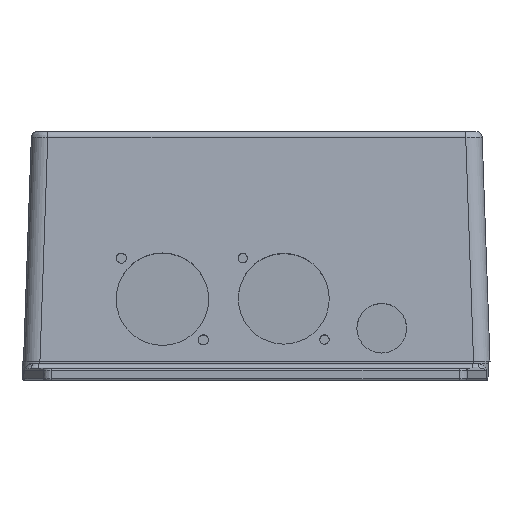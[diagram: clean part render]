
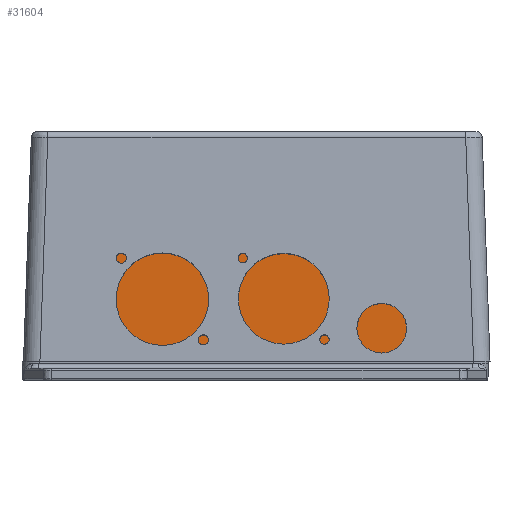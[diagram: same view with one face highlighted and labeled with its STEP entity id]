
A CAD part, left-side view. The second image highlights one B-rep face of the part: STEP entity #31604.
In plain terms, the highlighted face is planar.
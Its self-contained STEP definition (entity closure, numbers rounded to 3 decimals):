
#24451 = CYLINDRICAL_SURFACE('',#24452,2.);
#24452 = AXIS2_PLACEMENT_3D('',#24453,#24454,#24455);
#24453 = CARTESIAN_POINT('',(90.666,50.666,
    -2.325));
#24454 = DIRECTION('',(0.035,0.035,
    0.999));
#24455 = DIRECTION('',(0.706,0.706,-0.049
    ));
#25360 = CYLINDRICAL_SURFACE('',#25361,0.25);
#25361 = AXIS2_PLACEMENT_3D('',#25362,#25363,#25364);
#25362 = CARTESIAN_POINT('',(92.577,0.,2.25));
#25363 = DIRECTION('',(0.,-1.,0.));
#25364 = DIRECTION('',(0.695,0.,-0.719
    ));
#26647 = VERTEX_POINT('',#26648);
#26648 = CARTESIAN_POINT('',(94.722,52.723,56.5));
#26713 = EDGE_CURVE('',#26647,#26714,#26716,.T.);
#26714 = VERTEX_POINT('',#26715);
#26715 = CARTESIAN_POINT('',(92.827,50.828,
    2.241));
#26716 = SURFACE_CURVE('',#26717,(#26721,#26728),.PCURVE_S1.);
#26717 = LINE('',#26718,#26719);
#26718 = CARTESIAN_POINT('',(92.665,50.666,
    -2.395));
#26719 = VECTOR('',#26720,1.);
#26720 = DIRECTION('',(-0.035,-0.035,
    -0.999));
#26721 = PCURVE('',#24451,#26722);
#26722 = DEFINITIONAL_REPRESENTATION('',(#26723),#26727);
#26723 = LINE('',#26724,#26725);
#26724 = CARTESIAN_POINT('',(5.498,0.));
#26725 = VECTOR('',#26726,1.);
#26726 = DIRECTION('',(0.,-1.));
#26727 = ( GEOMETRIC_REPRESENTATION_CONTEXT(2) 
PARAMETRIC_REPRESENTATION_CONTEXT() REPRESENTATION_CONTEXT('2D SPACE',''
  ) );
#26728 = PCURVE('',#26729,#26734);
#26729 = PLANE('',#26730);
#26730 = AXIS2_PLACEMENT_3D('',#26731,#26732,#26733);
#26731 = CARTESIAN_POINT('',(92.751,0.,
    0.07));
#26732 = DIRECTION('',(0.999,0.,
    -0.035));
#26733 = DIRECTION('',(0.,1.,0.));
#26734 = DEFINITIONAL_REPRESENTATION('',(#26735),#26739);
#26735 = LINE('',#26736,#26737);
#26736 = CARTESIAN_POINT('',(50.666,-2.466));
#26737 = VECTOR('',#26738,1.);
#26738 = DIRECTION('',(-0.035,-0.999));
#26739 = ( GEOMETRIC_REPRESENTATION_CONTEXT(2) 
PARAMETRIC_REPRESENTATION_CONTEXT() REPRESENTATION_CONTEXT('2D SPACE',''
  ) );
#28562 = CYLINDRICAL_SURFACE('',#28563,2.);
#28563 = AXIS2_PLACEMENT_3D('',#28564,#28565,#28566);
#28564 = CARTESIAN_POINT('',(90.666,-50.666,
    -2.325));
#28565 = DIRECTION('',(0.035,-0.035,
    0.999));
#28566 = DIRECTION('',(0.706,-0.706,
    -0.049));
#29151 = VERTEX_POINT('',#29152);
#29152 = CARTESIAN_POINT('',(92.827,-50.828,
    2.241));
#29220 = EDGE_CURVE('',#29151,#26714,#29221,.T.);
#29221 = SURFACE_CURVE('',#29222,(#29226,#29233),.PCURVE_S1.);
#29222 = LINE('',#29223,#29224);
#29223 = CARTESIAN_POINT('',(92.827,0.,
    2.241));
#29224 = VECTOR('',#29225,1.);
#29225 = DIRECTION('',(0.,1.,0.));
#29226 = PCURVE('',#25360,#29227);
#29227 = DEFINITIONAL_REPRESENTATION('',(#29228),#29232);
#29228 = LINE('',#29229,#29230);
#29229 = CARTESIAN_POINT('',(0.768,0.));
#29230 = VECTOR('',#29231,1.);
#29231 = DIRECTION('',(0.,-1.));
#29232 = ( GEOMETRIC_REPRESENTATION_CONTEXT(2) 
PARAMETRIC_REPRESENTATION_CONTEXT() REPRESENTATION_CONTEXT('2D SPACE',''
  ) );
#29233 = PCURVE('',#26729,#29234);
#29234 = DEFINITIONAL_REPRESENTATION('',(#29235),#29239);
#29235 = LINE('',#29236,#29237);
#29236 = CARTESIAN_POINT('',(0.,2.173));
#29237 = VECTOR('',#29238,1.);
#29238 = DIRECTION('',(1.,0.));
#29239 = ( GEOMETRIC_REPRESENTATION_CONTEXT(2) 
PARAMETRIC_REPRESENTATION_CONTEXT() REPRESENTATION_CONTEXT('2D SPACE',''
  ) );
#31593 = PLANE('',#31594);
#31594 = AXIS2_PLACEMENT_3D('',#31595,#31596,#31597);
#31595 = CARTESIAN_POINT('',(94.875,-52.723,58.25));
#31596 = DIRECTION('',(-0.996,0.,
    0.087));
#31597 = DIRECTION('',(0.087,0.,
    0.996));
#31604 = ADVANCED_FACE('',(#31605),#26729,.F.);
#31605 = FACE_BOUND('',#31606,.T.);
#31606 = EDGE_LOOP('',(#31607,#31608,#31631,#31652));
#31607 = ORIENTED_EDGE('',*,*,#29220,.F.);
#31608 = ORIENTED_EDGE('',*,*,#31609,.T.);
#31609 = EDGE_CURVE('',#29151,#31610,#31612,.T.);
#31610 = VERTEX_POINT('',#31611);
#31611 = CARTESIAN_POINT('',(94.722,-52.723,56.5));
#31612 = SURFACE_CURVE('',#31613,(#31617,#31624),.PCURVE_S1.);
#31613 = LINE('',#31614,#31615);
#31614 = CARTESIAN_POINT('',(92.665,-50.666,
    -2.395));
#31615 = VECTOR('',#31616,1.);
#31616 = DIRECTION('',(0.035,-0.035,
    0.999));
#31617 = PCURVE('',#26729,#31618);
#31618 = DEFINITIONAL_REPRESENTATION('',(#31619),#31623);
#31619 = LINE('',#31620,#31621);
#31620 = CARTESIAN_POINT('',(-50.666,-2.466));
#31621 = VECTOR('',#31622,1.);
#31622 = DIRECTION('',(-0.035,0.999));
#31623 = ( GEOMETRIC_REPRESENTATION_CONTEXT(2) 
PARAMETRIC_REPRESENTATION_CONTEXT() REPRESENTATION_CONTEXT('2D SPACE',''
  ) );
#31624 = PCURVE('',#28562,#31625);
#31625 = DEFINITIONAL_REPRESENTATION('',(#31626),#31630);
#31626 = LINE('',#31627,#31628);
#31627 = CARTESIAN_POINT('',(0.785,0.));
#31628 = VECTOR('',#31629,1.);
#31629 = DIRECTION('',(0.,1.));
#31630 = ( GEOMETRIC_REPRESENTATION_CONTEXT(2) 
PARAMETRIC_REPRESENTATION_CONTEXT() REPRESENTATION_CONTEXT('2D SPACE',''
  ) );
#31631 = ORIENTED_EDGE('',*,*,#31632,.F.);
#31632 = EDGE_CURVE('',#26647,#31610,#31633,.T.);
#31633 = SURFACE_CURVE('',#31634,(#31638,#31645),.PCURVE_S1.);
#31634 = LINE('',#31635,#31636);
#31635 = CARTESIAN_POINT('',(94.722,0.,56.5));
#31636 = VECTOR('',#31637,1.);
#31637 = DIRECTION('',(0.,-1.,0.));
#31638 = PCURVE('',#26729,#31639);
#31639 = DEFINITIONAL_REPRESENTATION('',(#31640),#31644);
#31640 = LINE('',#31641,#31642);
#31641 = CARTESIAN_POINT('',(0.,56.465));
#31642 = VECTOR('',#31643,1.);
#31643 = DIRECTION('',(-1.,0.));
#31644 = ( GEOMETRIC_REPRESENTATION_CONTEXT(2) 
PARAMETRIC_REPRESENTATION_CONTEXT() REPRESENTATION_CONTEXT('2D SPACE',''
  ) );
#31645 = PCURVE('',#31593,#31646);
#31646 = DEFINITIONAL_REPRESENTATION('',(#31647),#31651);
#31647 = LINE('',#31648,#31649);
#31648 = CARTESIAN_POINT('',(-1.757,52.723));
#31649 = VECTOR('',#31650,1.);
#31650 = DIRECTION('',(0.,-1.));
#31651 = ( GEOMETRIC_REPRESENTATION_CONTEXT(2) 
PARAMETRIC_REPRESENTATION_CONTEXT() REPRESENTATION_CONTEXT('2D SPACE',''
  ) );
#31652 = ORIENTED_EDGE('',*,*,#26713,.T.);
